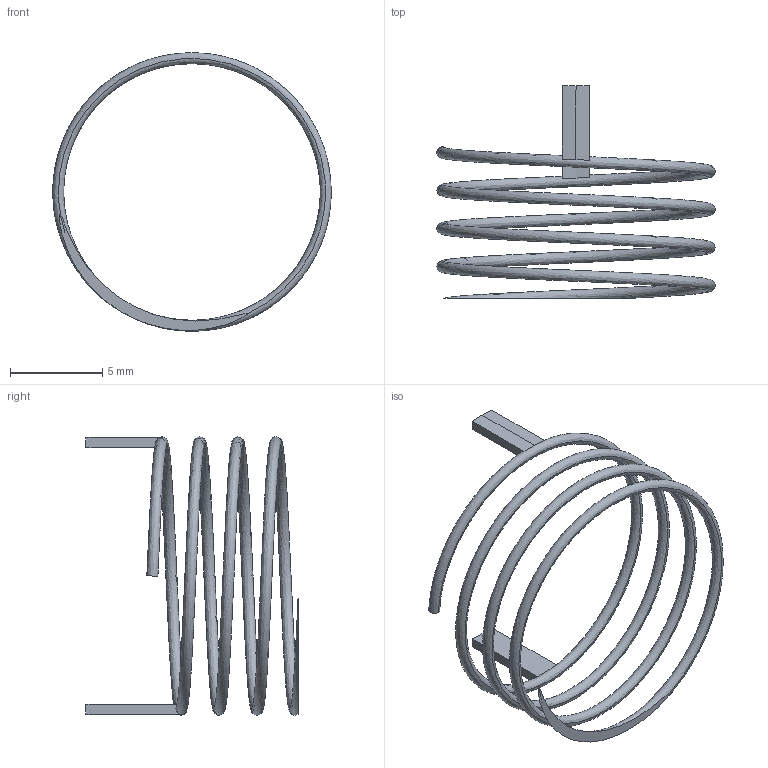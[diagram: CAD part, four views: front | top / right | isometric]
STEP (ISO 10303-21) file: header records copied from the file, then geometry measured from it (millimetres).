
FILE_DESCRIPTION (( 'STEP AP214' ), '1' );
FILE_NAME ('揖類粟銅.STEP', '2024-01-31T07:10:40', ( '' ), ( '' ), 'SwSTEP 2.0', 'SolidWorks 2016', '' );
FILE_SCHEMA (( 'AUTOMOTIVE_DESIGN' ));
Length unit declared in the file: millimetre
Products named in the file (1): 揖類粟銅
Bounding box: 15.1 x 11.5 x 15.1 mm (x, y, z)
Volume: 56.4 mm3; surface area: 371.4 mm2
Topology: 1 solids, 1 shells, 16 faces, 42 edges, 28 vertices
Faces by surface type: plane 8, cylinder 6, bspline 2
Entity records: 2546 total; most frequent: CARTESIAN_POINT 2163, ORIENTED_EDGE 84, DIRECTION 60, EDGE_CURVE 42, VERTEX_POINT 28, AXIS2_PLACEMENT_3D 23, EDGE_LOOP 16, ADVANCED_FACE 16
